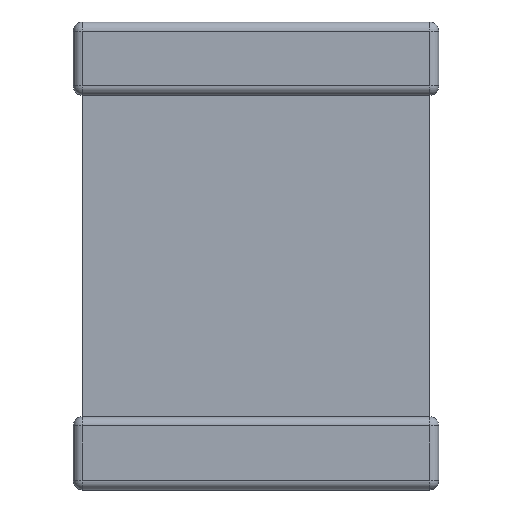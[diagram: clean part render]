
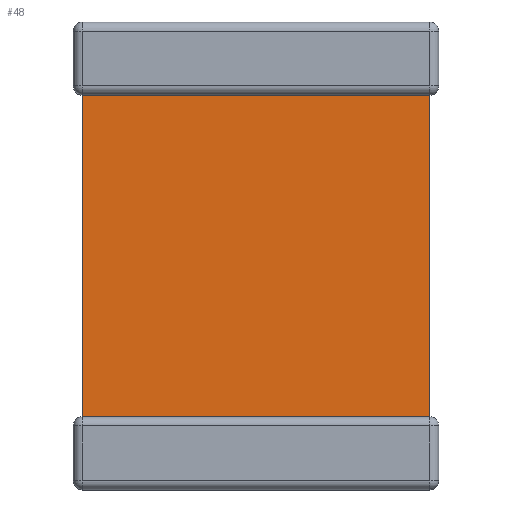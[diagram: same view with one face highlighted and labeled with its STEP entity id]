
A CAD part, top view. The second image highlights one B-rep face of the part: STEP entity #48.
In plain terms, the highlighted planar face has unit normal (0, 0, 1).
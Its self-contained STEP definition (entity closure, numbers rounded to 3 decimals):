
#48=ADVANCED_FACE('',(#214),#216,.T.);
#214=FACE_BOUND('',#215,.T.);
#215=EDGE_LOOP('',(#592,#593,#594,#595));
#216=PLANE('',#217);
#217=AXIS2_PLACEMENT_3D('',#218,#219,#220);
#218=CARTESIAN_POINT('',(-1.188,0.5,1.188));
#219=DIRECTION('',(0.,0.,1.));
#220=DIRECTION('',(1.,0.,0.));
#592=ORIENTED_EDGE('',*,*,#792,.T.);
#593=ORIENTED_EDGE('',*,*,#793,.T.);
#594=ORIENTED_EDGE('',*,*,#794,.T.);
#595=ORIENTED_EDGE('',*,*,#795,.F.);
#792=EDGE_CURVE('',#892,#893,#894,.T.);
#793=EDGE_CURVE('',#893,#895,#896,.T.);
#794=EDGE_CURVE('',#895,#897,#898,.F.);
#795=EDGE_CURVE('',#892,#897,#899,.T.);
#892=VERTEX_POINT('',#1040);
#893=VERTEX_POINT('',#1041);
#894=LINE('',#1042,#1043);
#895=VERTEX_POINT('',#1045);
#896=LINE('',#1046,#1047);
#897=VERTEX_POINT('',#1049);
#898=LINE('',#1050,#1051);
#899=LINE('',#1053,#1054);
#1040=CARTESIAN_POINT('',(-1.188,0.5,1.188));
#1041=CARTESIAN_POINT('',(1.188,0.5,1.188));
#1042=CARTESIAN_POINT('',(-1.188,0.5,1.188));
#1043=VECTOR('',#1044,1.);
#1044=DIRECTION('',(1.,0.,0.));
#1045=CARTESIAN_POINT('',(1.188,2.7,1.188));
#1046=CARTESIAN_POINT('',(1.188,0.5,1.188));
#1047=VECTOR('',#1048,1.);
#1048=DIRECTION('',(0.,1.,0.));
#1049=CARTESIAN_POINT('',(-1.188,2.7,1.188));
#1050=CARTESIAN_POINT('',(-1.188,2.7,1.188));
#1051=VECTOR('',#1052,1.);
#1052=DIRECTION('',(1.,0.,0.));
#1053=CARTESIAN_POINT('',(-1.188,0.5,1.188));
#1054=VECTOR('',#1055,1.);
#1055=DIRECTION('',(0.,1.,0.));
